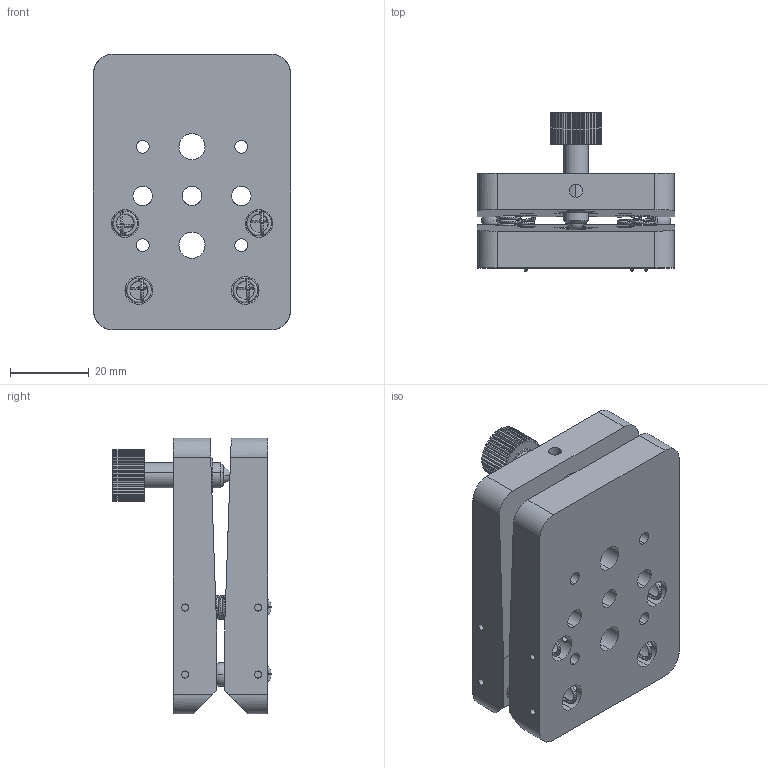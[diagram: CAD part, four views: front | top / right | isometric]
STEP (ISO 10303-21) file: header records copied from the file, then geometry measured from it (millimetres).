
FILE_DESCRIPTION (( 'STEP AP203' ), '1' );
FILE_NAME ('55STP-1M.STEP', '2016-04-29T01:22:38', ( '' ), ( '' ), 'SwSTEP 2.0', 'SolidWorks 2016', '' );
FILE_SCHEMA (( 'CONFIG_CONTROL_DESIGN' ));
Length unit declared in the file: millimetre
Products named in the file (1): 55STP-1M
Bounding box: 50 x 40.13 x 70 mm (x, y, z)
Volume: 63500.9 mm3; surface area: 27041.5 mm2
Topology: 13 solids, 13 shells, 428 faces, 1148 edges, 748 vertices
Faces by surface type: cylinder 222, plane 128, torus 48, cone 12, sphere 10, bspline 8
Entity records: 22138 total; most frequent: CARTESIAN_POINT 11247, DIRECTION 2347, ORIENTED_EDGE 2238, EDGE_CURVE 1119, AXIS2_PLACEMENT_3D 915, VERTEX_POINT 731, VECTOR 517, LINE 517
